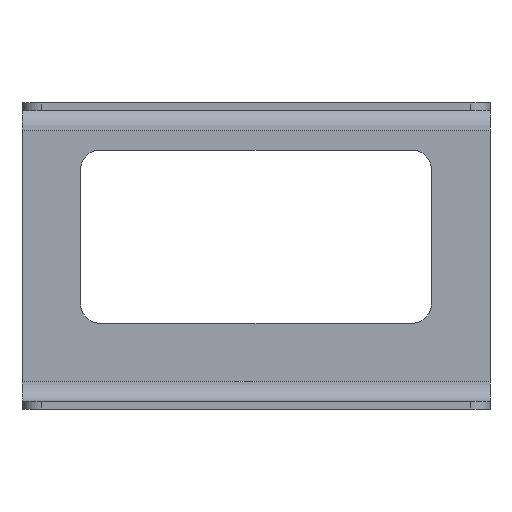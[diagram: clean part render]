
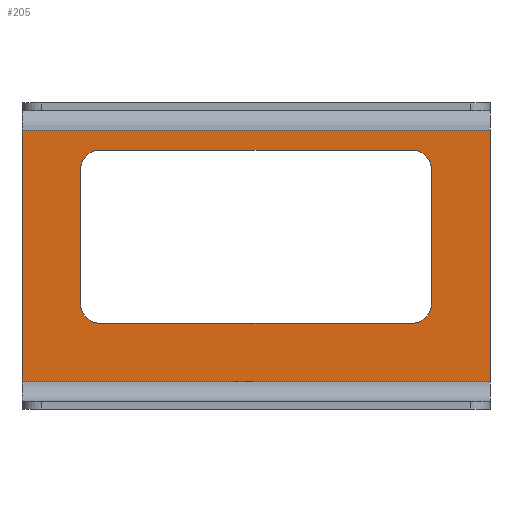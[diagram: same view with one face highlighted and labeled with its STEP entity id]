
A CAD part, front view. The second image highlights one B-rep face of the part: STEP entity #205.
In plain terms, the highlighted planar face has unit normal (0, -1, 0).
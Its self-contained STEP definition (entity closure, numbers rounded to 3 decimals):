
#119=FACE_BOUND('',#486,.T.);
#120=FACE_BOUND('',#487,.T.);
#205=ADVANCED_FACE('',(#119,#120),#314,.F.);
#314=PLANE('',#2230);
#486=EDGE_LOOP('',(#870,#871,#872,#873,#874,#875,#876,#877));
#487=EDGE_LOOP('',(#878,#879,#880,#881));
#670=CIRCLE('',#2226,5.);
#671=CIRCLE('',#2227,5.);
#672=CIRCLE('',#2228,5.);
#673=CIRCLE('',#2229,5.);
#870=ORIENTED_EDGE('',*,*,#1592,.F.);
#871=ORIENTED_EDGE('',*,*,#1593,.F.);
#872=ORIENTED_EDGE('',*,*,#1594,.F.);
#873=ORIENTED_EDGE('',*,*,#1595,.F.);
#874=ORIENTED_EDGE('',*,*,#1596,.F.);
#875=ORIENTED_EDGE('',*,*,#1597,.F.);
#876=ORIENTED_EDGE('',*,*,#1598,.F.);
#877=ORIENTED_EDGE('',*,*,#1599,.F.);
#878=ORIENTED_EDGE('',*,*,#1514,.F.);
#879=ORIENTED_EDGE('',*,*,#1600,.T.);
#880=ORIENTED_EDGE('',*,*,#1504,.T.);
#881=ORIENTED_EDGE('',*,*,#1591,.F.);
#1312=VERTEX_POINT('',#3026);
#1313=VERTEX_POINT('',#3028);
#1322=VERTEX_POINT('',#3048);
#1323=VERTEX_POINT('',#3050);
#1380=VERTEX_POINT('',#3202);
#1381=VERTEX_POINT('',#3203);
#1382=VERTEX_POINT('',#3205);
#1383=VERTEX_POINT('',#3207);
#1384=VERTEX_POINT('',#3209);
#1385=VERTEX_POINT('',#3211);
#1386=VERTEX_POINT('',#3213);
#1387=VERTEX_POINT('',#3215);
#1504=EDGE_CURVE('',#1313,#1312,#1785,.T.);
#1514=EDGE_CURVE('',#1322,#1323,#1793,.T.);
#1591=EDGE_CURVE('',#1323,#1312,#1831,.T.);
#1592=EDGE_CURVE('',#1380,#1381,#1832,.T.);
#1593=EDGE_CURVE('',#1382,#1380,#670,.T.);
#1594=EDGE_CURVE('',#1383,#1382,#1833,.T.);
#1595=EDGE_CURVE('',#1384,#1383,#671,.T.);
#1596=EDGE_CURVE('',#1385,#1384,#1834,.T.);
#1597=EDGE_CURVE('',#1386,#1385,#672,.T.);
#1598=EDGE_CURVE('',#1387,#1386,#1835,.T.);
#1599=EDGE_CURVE('',#1381,#1387,#673,.T.);
#1600=EDGE_CURVE('',#1322,#1313,#1836,.T.);
#1785=LINE('',#3027,#1977);
#1793=LINE('',#3049,#1985);
#1831=LINE('',#3199,#2023);
#1832=LINE('',#3201,#2024);
#1833=LINE('',#3206,#2025);
#1834=LINE('',#3210,#2026);
#1835=LINE('',#3214,#2027);
#1836=LINE('',#3217,#2028);
#1977=VECTOR('',#2398,1.);
#1985=VECTOR('',#2414,1.);
#2023=VECTOR('',#2562,1.);
#2024=VECTOR('',#2565,1.);
#2025=VECTOR('',#2568,1.);
#2026=VECTOR('',#2571,1.);
#2027=VECTOR('',#2574,1.);
#2028=VECTOR('',#2577,1.);
#2226=AXIS2_PLACEMENT_3D('',#3204,#2566,#2567);
#2227=AXIS2_PLACEMENT_3D('',#3208,#2569,#2570);
#2228=AXIS2_PLACEMENT_3D('',#3212,#2572,#2573);
#2229=AXIS2_PLACEMENT_3D('',#3216,#2575,#2576);
#2230=AXIS2_PLACEMENT_3D('',#3218,#2578,#2579);
#2398=DIRECTION('',(0.,0.,1.));
#2414=DIRECTION('',(0.,0.,1.));
#2562=DIRECTION('',(1.,0.,0.));
#2565=DIRECTION('',(0.,0.,-1.));
#2566=DIRECTION('',(0.,-1.,0.));
#2567=DIRECTION('',(0.,0.,1.));
#2568=DIRECTION('',(-1.,0.,0.));
#2569=DIRECTION('',(0.,-1.,0.));
#2570=DIRECTION('',(0.,0.,1.));
#2571=DIRECTION('',(0.,0.,1.));
#2572=DIRECTION('',(0.,-1.,0.));
#2573=DIRECTION('',(0.,0.,1.));
#2574=DIRECTION('',(1.,0.,0.));
#2575=DIRECTION('',(0.,-1.,0.));
#2576=DIRECTION('',(0.,0.,1.));
#2577=DIRECTION('',(1.,0.,0.));
#2578=DIRECTION('',(0.,1.,0.));
#2579=DIRECTION('',(0.,0.,1.));
#3026=CARTESIAN_POINT('',(-3528.801,-297.399,2812.5));
#3027=CARTESIAN_POINT('',(-3528.801,-297.399,2817.4));
#3028=CARTESIAN_POINT('',(-3528.801,-297.399,2748.));
#3048=CARTESIAN_POINT('',(-3648.801,-297.399,2748.));
#3049=CARTESIAN_POINT('',(-3648.801,-297.399,2817.4));
#3050=CARTESIAN_POINT('',(-3648.801,-297.399,2812.5));
#3199=CARTESIAN_POINT('',(-3500.,-297.399,2812.5));
#3201=CARTESIAN_POINT('',(-3633.801,-297.399,2817.4));
#3202=CARTESIAN_POINT('',(-3633.801,-297.399,2802.4));
#3203=CARTESIAN_POINT('',(-3633.801,-297.399,2768.));
#3204=CARTESIAN_POINT('',(-3628.801,-297.399,2802.4));
#3205=CARTESIAN_POINT('',(-3628.801,-297.399,2807.4));
#3206=CARTESIAN_POINT('',(-3500.,-297.399,2807.4));
#3207=CARTESIAN_POINT('',(-3548.801,-297.399,2807.4));
#3208=CARTESIAN_POINT('',(-3548.801,-297.399,2802.4));
#3209=CARTESIAN_POINT('',(-3543.801,-297.399,2802.4));
#3210=CARTESIAN_POINT('',(-3543.801,-297.399,2817.4));
#3211=CARTESIAN_POINT('',(-3543.801,-297.399,2768.));
#3212=CARTESIAN_POINT('',(-3548.801,-297.399,2768.));
#3213=CARTESIAN_POINT('',(-3548.801,-297.399,2763.));
#3214=CARTESIAN_POINT('',(-3500.,-297.399,2763.));
#3215=CARTESIAN_POINT('',(-3628.801,-297.399,2763.));
#3216=CARTESIAN_POINT('',(-3628.801,-297.399,2768.));
#3217=CARTESIAN_POINT('',(-3500.,-297.399,2748.));
#3218=CARTESIAN_POINT('',(-3500.,-297.399,2817.4));
